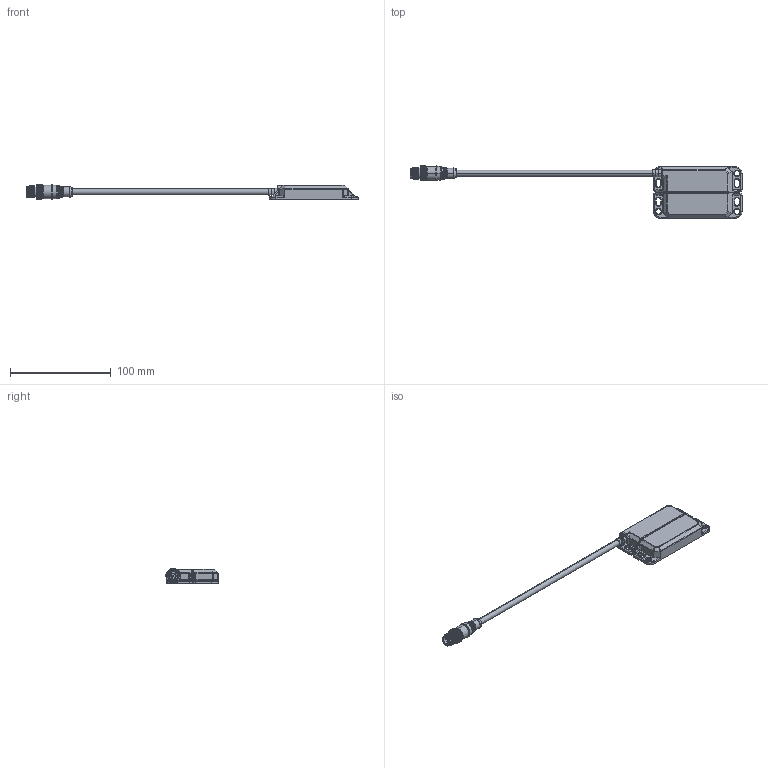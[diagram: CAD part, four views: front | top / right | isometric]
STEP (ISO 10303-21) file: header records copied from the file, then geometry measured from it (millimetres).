
FILE_DESCRIPTION (( 'STEP AP214' ), '1' );
FILE_NAME ('LMC-133008.step', '2017-09-27T13:26:32', ( '' ), ( '' ), 'SwSTEP 2.0', 'SolidWorks 2017', '' );
FILE_SCHEMA (( 'AUTOMOTIVE_DESIGN' ));
Length unit declared in the file: inch
Products named in the file (3): LMC-133008_1; LMC-133008; LMC-133008_2
Assembly tree (2 placements, depth 2):
  LMC-133008
    LMC-133008_1
    LMC-133008_2
Bounding box: 329.8 x 51.85 x 14.85 mm (x, y, z)
Volume: 33452.8 mm3; surface area: 34663.6 mm2
Topology: 11 solids, 11 shells, 1033 faces, 2598 edges, 1580 vertices
Faces by surface type: cylinder 356, plane 351, bspline 250, cone 76
Entity records: 36185 total; most frequent: CARTESIAN_POINT 12863, ORIENTED_EDGE 5102, DIRECTION 4535, EDGE_CURVE 2551, AXIS2_PLACEMENT_3D 1741, VERTEX_POINT 1580, EDGE_LOOP 1103, VECTOR 1053
